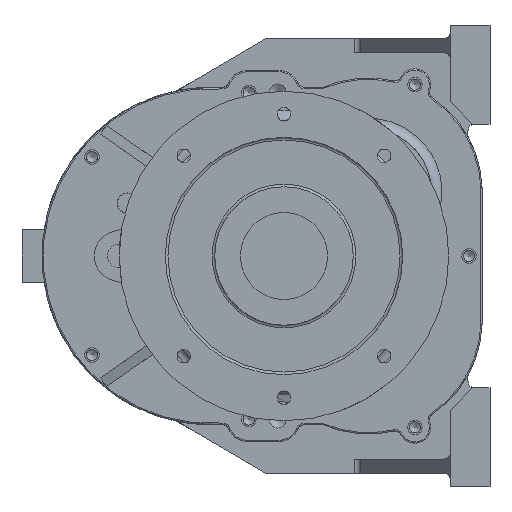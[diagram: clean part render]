
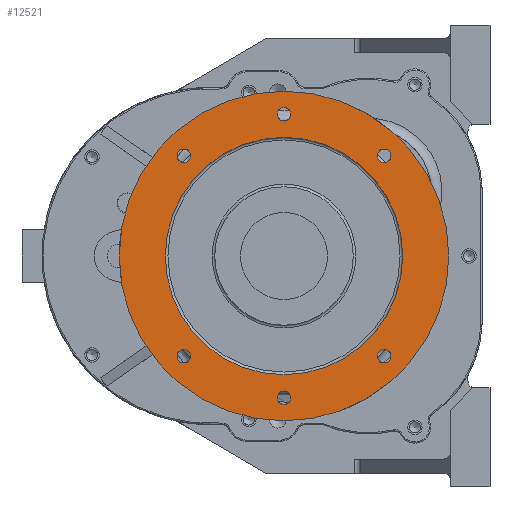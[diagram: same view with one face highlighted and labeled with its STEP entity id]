
A CAD part, left-side view. The second image highlights one B-rep face of the part: STEP entity #12521.
In plain terms, the highlighted planar face has unit normal (-1, 0, 0).
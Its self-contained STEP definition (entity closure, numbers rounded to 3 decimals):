
#278 = FACE_BOUND ( 'NONE', #7264, .T. ) ;
#326 = VERTEX_POINT ( 'NONE', #9232 ) ;
#348 = EDGE_CURVE ( 'NONE', #756, #756, #15325, .T. ) ;
#756 = VERTEX_POINT ( 'NONE', #1762 ) ;
#757 = CARTESIAN_POINT ( 'NONE',  ( -18., -125., 0. ) ) ;
#821 = EDGE_CURVE ( 'NONE', #3023, #3023, #3528, .T. ) ;
#933 = CARTESIAN_POINT ( 'NONE',  ( -18., 76.014, -70.914 ) ) ;
#976 = ORIENTED_EDGE ( 'NONE', *, *, #6249, .F. ) ;
#1365 = DIRECTION ( 'NONE',  ( 0., 0., 1. ) ) ;
#1408 = ORIENTED_EDGE ( 'NONE', *, *, #348, .F. ) ;
#1762 = CARTESIAN_POINT ( 'NONE',  ( -18., 0., 112.6 ) ) ;
#1935 = FACE_BOUND ( 'NONE', #16462, .T. ) ;
#1997 = CIRCLE ( 'NONE', #15669, 5.1 ) ;
#2013 = FACE_BOUND ( 'NONE', #12747, .T. ) ;
#2045 = DIRECTION ( 'NONE',  ( 0., 0., 1. ) ) ;
#2182 = VERTEX_POINT ( 'NONE', #7320 ) ;
#2326 = AXIS2_PLACEMENT_3D ( 'NONE', #13742, #7188, #7364 ) ;
#2370 = DIRECTION ( 'NONE',  ( -1., 0., 0. ) ) ;
#2433 = EDGE_LOOP ( 'NONE', ( #4185 ) ) ;
#2614 = CARTESIAN_POINT ( 'NONE',  ( -18., 76.014, -76.014 ) ) ;
#3023 = VERTEX_POINT ( 'NONE', #10761 ) ;
#3109 = EDGE_CURVE ( 'NONE', #15031, #15031, #12203, .T. ) ;
#3252 = EDGE_CURVE ( 'NONE', #2182, #2182, #1997, .T. ) ;
#3277 = DIRECTION ( 'NONE',  ( -1., 0., 0. ) ) ;
#3307 = EDGE_CURVE ( 'NONE', #8563, #8563, #10034, .T. ) ;
#3435 = CARTESIAN_POINT ( 'NONE',  ( -18., -76.014, -70.914 ) ) ;
#3528 = CIRCLE ( 'NONE', #11304, 5.1 ) ;
#3555 = CARTESIAN_POINT ( 'NONE',  ( -18., -76.014, 76.014 ) ) ;
#3662 = AXIS2_PLACEMENT_3D ( 'NONE', #10968, #9545, #7106 ) ;
#3875 = CARTESIAN_POINT ( 'NONE',  ( -18., 0., -107.5 ) ) ;
#3890 = EDGE_LOOP ( 'NONE', ( #6003 ) ) ;
#4142 = AXIS2_PLACEMENT_3D ( 'NONE', #4733, #15137, #4901 ) ;
#4185 = ORIENTED_EDGE ( 'NONE', *, *, #7621, .F. ) ;
#4733 = CARTESIAN_POINT ( 'NONE',  ( -18., 0., 0. ) ) ;
#4876 = CARTESIAN_POINT ( 'NONE',  ( -18., 0., 125. ) ) ;
#4901 = DIRECTION ( 'NONE',  ( 0., 0., 1. ) ) ;
#5408 = FACE_OUTER_BOUND ( 'NONE', #6046, .T. ) ;
#6003 = ORIENTED_EDGE ( 'NONE', *, *, #7843, .F. ) ;
#6046 = EDGE_LOOP ( 'NONE', ( #6137 ) ) ;
#6137 = ORIENTED_EDGE ( 'NONE', *, *, #3109, .T. ) ;
#6187 = CARTESIAN_POINT ( 'NONE',  ( -18., 0., 107.5 ) ) ;
#6249 = EDGE_CURVE ( 'NONE', #14943, #14943, #8840, .T. ) ;
#6327 = DIRECTION ( 'NONE',  ( 0., 0., 1. ) ) ;
#6358 = CIRCLE ( 'NONE', #2326, 5.1 ) ;
#6579 = ORIENTED_EDGE ( 'NONE', *, *, #3252, .F. ) ;
#7106 = DIRECTION ( 'NONE',  ( 0., 0., 1. ) ) ;
#7188 = DIRECTION ( 'NONE',  ( -1., 0., 0. ) ) ;
#7264 = EDGE_LOOP ( 'NONE', ( #13865 ) ) ;
#7320 = CARTESIAN_POINT ( 'NONE',  ( -18., 0., -102.4 ) ) ;
#7364 = DIRECTION ( 'NONE',  ( 0., 0., 1. ) ) ;
#7426 = CIRCLE ( 'NONE', #3662, 90. ) ;
#7621 = EDGE_CURVE ( 'NONE', #326, #326, #7426, .T. ) ;
#7843 = EDGE_CURVE ( 'NONE', #9316, #9316, #6358, .T. ) ;
#7919 = FACE_BOUND ( 'NONE', #11123, .T. ) ;
#8368 = AXIS2_PLACEMENT_3D ( 'NONE', #757, #3277, #11097 ) ;
#8404 = FACE_BOUND ( 'NONE', #2433, .T. ) ;
#8563 = VERTEX_POINT ( 'NONE', #933 ) ;
#8840 = CIRCLE ( 'NONE', #10178, 5.1 ) ;
#8870 = ORIENTED_EDGE ( 'NONE', *, *, #3307, .F. ) ;
#9232 = CARTESIAN_POINT ( 'NONE',  ( -18., 0., 90. ) ) ;
#9316 = VERTEX_POINT ( 'NONE', #13010 ) ;
#9325 = DIRECTION ( 'NONE',  ( 0., 0., 1. ) ) ;
#9545 = DIRECTION ( 'NONE',  ( -1., 0., 0. ) ) ;
#9695 = AXIS2_PLACEMENT_3D ( 'NONE', #6187, #16499, #16173 ) ;
#10034 = CIRCLE ( 'NONE', #10304, 5.1 ) ;
#10178 = AXIS2_PLACEMENT_3D ( 'NONE', #11928, #11748, #9325 ) ;
#10304 = AXIS2_PLACEMENT_3D ( 'NONE', #2614, #12869, #1365 ) ;
#10761 = CARTESIAN_POINT ( 'NONE',  ( -18., -76.014, 81.114 ) ) ;
#10968 = CARTESIAN_POINT ( 'NONE',  ( -18., 0., 0. ) ) ;
#11008 = FACE_BOUND ( 'NONE', #3890, .T. ) ;
#11097 = DIRECTION ( 'NONE',  ( 0., 0., 1. ) ) ;
#11123 = EDGE_LOOP ( 'NONE', ( #1408 ) ) ;
#11304 = AXIS2_PLACEMENT_3D ( 'NONE', #3555, #2370, #2045 ) ;
#11686 = DIRECTION ( 'NONE',  ( -1., 0., 0. ) ) ;
#11748 = DIRECTION ( 'NONE',  ( -1., 0., 0. ) ) ;
#11928 = CARTESIAN_POINT ( 'NONE',  ( -18., -76.014, -76.014 ) ) ;
#12203 = CIRCLE ( 'NONE', #4142, 125. ) ;
#12521 = ADVANCED_FACE ( 'NONE', ( #15959, #7919, #1935, #278, #11008, #2013, #8404, #5408 ), #13538, .T. ) ;
#12747 = EDGE_LOOP ( 'NONE', ( #8870 ) ) ;
#12869 = DIRECTION ( 'NONE',  ( -1., 0., 0. ) ) ;
#13010 = CARTESIAN_POINT ( 'NONE',  ( -18., 76.014, 81.114 ) ) ;
#13538 = PLANE ( 'NONE',  #8368 ) ;
#13742 = CARTESIAN_POINT ( 'NONE',  ( -18., 76.014, 76.014 ) ) ;
#13865 = ORIENTED_EDGE ( 'NONE', *, *, #821, .F. ) ;
#14908 = EDGE_LOOP ( 'NONE', ( #6579 ) ) ;
#14943 = VERTEX_POINT ( 'NONE', #3435 ) ;
#15031 = VERTEX_POINT ( 'NONE', #4876 ) ;
#15137 = DIRECTION ( 'NONE',  ( -1., 0., 0. ) ) ;
#15325 = CIRCLE ( 'NONE', #9695, 5.1 ) ;
#15669 = AXIS2_PLACEMENT_3D ( 'NONE', #3875, #11686, #6327 ) ;
#15959 = FACE_BOUND ( 'NONE', #14908, .T. ) ;
#16173 = DIRECTION ( 'NONE',  ( 0., 0., 1. ) ) ;
#16462 = EDGE_LOOP ( 'NONE', ( #976 ) ) ;
#16499 = DIRECTION ( 'NONE',  ( -1., 0., 0. ) ) ;
